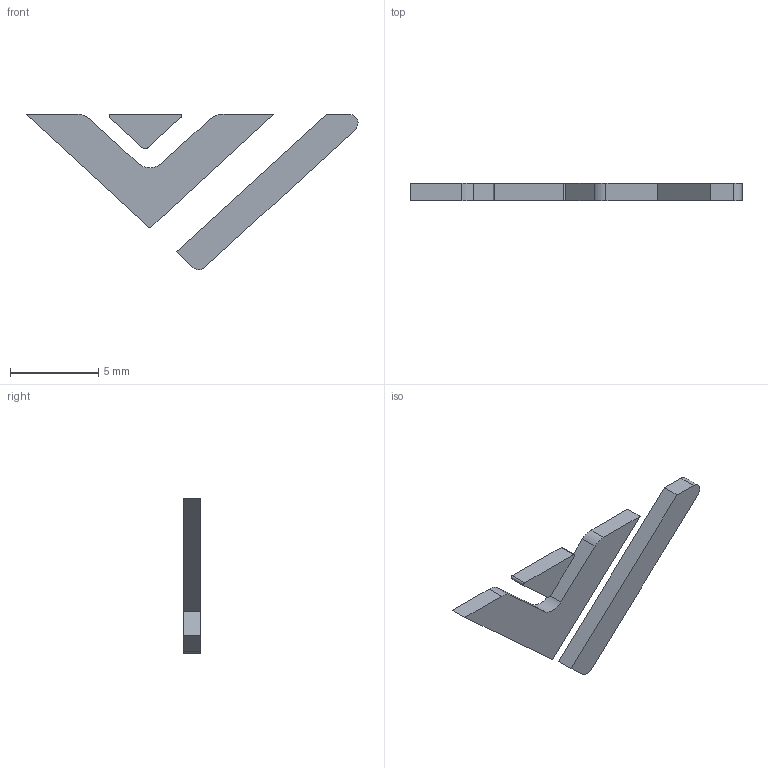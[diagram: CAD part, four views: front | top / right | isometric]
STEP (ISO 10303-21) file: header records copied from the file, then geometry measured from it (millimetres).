
FILE_DESCRIPTION(/* description */ (''),/* implementation_level */ '2;1');
FILE_NAME(/* name */ 'logo.step',/* time_stamp */ '2021-11-10T20:51:07-05:00',/* author */ (''),/* organization */ (''),/* preprocessor_version */ 'ST-DEVELOPER v18.1',/* originating_system */ 'Autodesk Translation Framework v10.10.0.1391',/* authorisation */ '');
FILE_SCHEMA (('AUTOMOTIVE_DESIGN { 1 0 10303 214 3 1 1 }'));
Length unit declared in the file: millimetre
Products named in the file (4): logo; Component2; Component3; Component4
Assembly tree (3 placements, depth 2):
  logo
    Component2
    Component3
    Component4
Bounding box: 18.81 x 1 x 8.8 mm (x, y, z)
Volume: 58.6 mm3; surface area: 190 mm2
Topology: 3 solids, 3 shells, 27 faces, 63 edges, 42 vertices
Faces by surface type: plane 19, cylinder 8
Entity records: 905 total; most frequent: DIRECTION 147, CARTESIAN_POINT 139, ORIENTED_EDGE 126, EDGE_CURVE 63, AXIS2_PLACEMENT_3D 50, LINE 47, VECTOR 47, VERTEX_POINT 42
